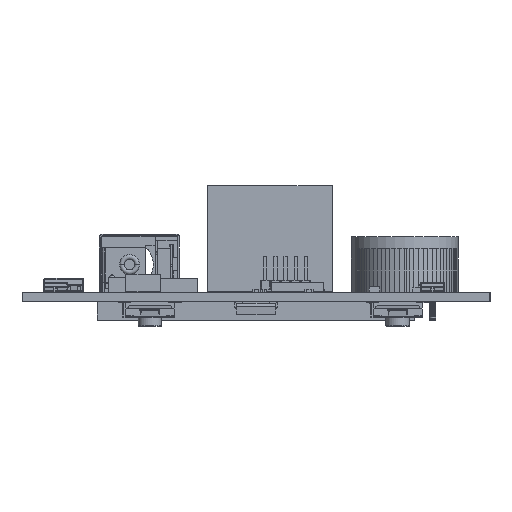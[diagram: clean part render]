
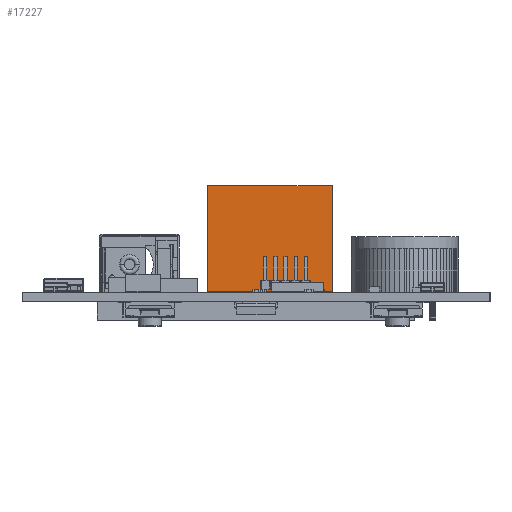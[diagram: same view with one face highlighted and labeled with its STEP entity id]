
A CAD part, left-side view. The second image highlights one B-rep face of the part: STEP entity #17227.
In plain terms, the highlighted face is planar.
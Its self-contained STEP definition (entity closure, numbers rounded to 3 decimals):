
#15650 = VERTEX_POINT('',#15651);
#15651 = CARTESIAN_POINT('',(-3.736,2.446,21.16));
#15657 = EDGE_CURVE('',#15658,#15650,#15660,.T.);
#15658 = VERTEX_POINT('',#15659);
#15659 = CARTESIAN_POINT('',(-3.736,15.846,21.16));
#15660 = LINE('',#15661,#15662);
#15661 = CARTESIAN_POINT('',(-3.736,2.446,21.16));
#15662 = VECTOR('',#15663,1.);
#15663 = DIRECTION('',(0.,-1.,0.));
#17101 = EDGE_CURVE('',#17102,#15658,#17104,.T.);
#17102 = VERTEX_POINT('',#17103);
#17103 = CARTESIAN_POINT('',(11.964,15.846,21.16));
#17104 = LINE('',#17105,#17106);
#17105 = CARTESIAN_POINT('',(-3.736,15.846,21.16));
#17106 = VECTOR('',#17107,1.);
#17107 = DIRECTION('',(-1.,0.,0.));
#17140 = EDGE_CURVE('',#17141,#17102,#17143,.T.);
#17141 = VERTEX_POINT('',#17142);
#17142 = CARTESIAN_POINT('',(11.964,2.446,21.16));
#17143 = LINE('',#17144,#17145);
#17144 = CARTESIAN_POINT('',(11.964,15.846,21.16));
#17145 = VECTOR('',#17146,1.);
#17146 = DIRECTION('',(0.,1.,0.));
#17167 = EDGE_CURVE('',#15650,#17141,#17168,.T.);
#17168 = LINE('',#17169,#17170);
#17169 = CARTESIAN_POINT('',(11.964,2.446,21.16));
#17170 = VECTOR('',#17171,1.);
#17171 = DIRECTION('',(1.,0.,0.));
#17227 = ADVANCED_FACE('',(#17228),#17234,.T.);
#17228 = FACE_BOUND('',#17229,.T.);
#17229 = EDGE_LOOP('',(#17230,#17231,#17232,#17233));
#17230 = ORIENTED_EDGE('',*,*,#17167,.T.);
#17231 = ORIENTED_EDGE('',*,*,#17140,.T.);
#17232 = ORIENTED_EDGE('',*,*,#17101,.T.);
#17233 = ORIENTED_EDGE('',*,*,#15657,.T.);
#17234 = PLANE('',#17235);
#17235 = AXIS2_PLACEMENT_3D('',#17236,#17237,#17238);
#17236 = CARTESIAN_POINT('',(4.114,9.146,21.16));
#17237 = DIRECTION('',(0.,0.,1.));
#17238 = DIRECTION('',(1.,0.,0.));
